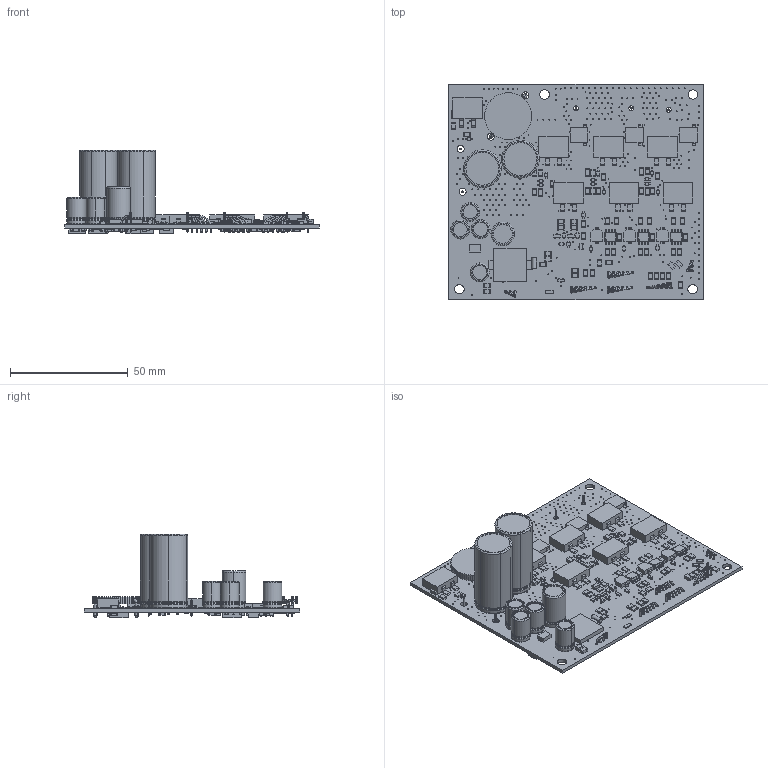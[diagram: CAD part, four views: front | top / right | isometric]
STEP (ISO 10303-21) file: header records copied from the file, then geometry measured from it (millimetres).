
FILE_DESCRIPTION(('PCB Model'),'2;1');
FILE_NAME('PMSM_Ctrl_compact_pcb_smd_v12_2layers_15012022.STEP', '2022-02-22T20:27:50',('timof'),('Unspecified'), 'Open CASCADE STEP processor 6.8','Proteus','Unknown');
FILE_SCHEMA(('AUTOMOTIVE_DESIGN { 1 0 10303 214 1 1 1 1 }'));
Length unit declared in the file: millimetre
Products named in the file (289): Open CASCADE STEP translator 6.8 2; Layer_1; SHUNT_PH2; Open CASCADE STEP translator 6.8 2.2.1; Body_1; Pin_1; Pin_2; SHUNT_PH3; SHUNT_PH1; PH1; Open CASCADE STEP translator 6.8 2.5.1; PH2; PH3; C404; Open CASCADE STEP translator 6.8 2.8.1; R404; Open CASCADE STEP translator 6.8 2.9.1; R403; U5; Open CASCADE STEP translator 6.8 2.11.1; U7; L1; Open CASCADE STEP translator 6.8 2.13.1; D6; Open CASCADE STEP translator 6.8 2.14.1; CA3; R1U11; C40; C41; C42; C43; C44; C48; VIN-; VIN+; CA2; CA7; C406; R405; R407 ...
Assembly tree (449 placements, depth 4):
  Open CASCADE STEP translator 6.8 2
    Layer_1
    SHUNT_PH2
      Open CASCADE STEP translator 6.8 2.2.1
        Body_1
        Pin_1
        Pin_2
    SHUNT_PH3
      Open CASCADE STEP translator 6.8 2.2.1
        Body_1
        Pin_1
        Pin_2
    SHUNT_PH1
      Open CASCADE STEP translator 6.8 2.2.1
        Body_1
        Pin_1
        Pin_2
    PH1
      Open CASCADE STEP translator 6.8 2.5.1
        Pin_1
    PH2
      Open CASCADE STEP translator 6.8 2.5.1
        Pin_1
    PH3
      Open CASCADE STEP translator 6.8 2.5.1
        Pin_1
    C404
      Open CASCADE STEP translator 6.8 2.8.1
        Body_1
        Pin_1
        Pin_2
    R404
      Open CASCADE STEP translator 6.8 2.9.1
        Body_1
        Pin_1
        Pin_2
    R403
      Open CASCADE STEP translator 6.8 2.9.1
        Body_1
        Pin_1
        Pin_2
    U5
      Open CASCADE STEP translator 6.8 2.11.1
        Body_1
        Pin_1
        Pin_2
    U7
      Open CASCADE STEP translator 6.8 2.11.1
        Body_1
        Pin_1
        Pin_2
    L1
      Open CASCADE STEP translator 6.8 2.13.1
        Body_1
        Pin_1
        Pin_2
    D6
      Open CASCADE STEP translator 6.8 2.14.1
        Body_1
    CA3
Bounding box: 107.95 x 91.44 x 35.4 mm (x, y, z)
Volume: 36468.5 mm3; surface area: 38545 mm2
Topology: 564 solids, 564 shells, 5924 faces, 14041 edges, 9114 vertices
Faces by surface type: plane 3823, cylinder 1719, torus 232, sphere 148, extrusion 2
Entity records: 78985 total; most frequent: DIRECTION 12058, CARTESIAN_POINT 12022, ORIENTED_EDGE 10550, EDGE_CURVE 5275, AXIS2_PLACEMENT_3D 4949, VERTEX_POINT 3464, FACE_BOUND 2931, EDGE_LOOP 2931
